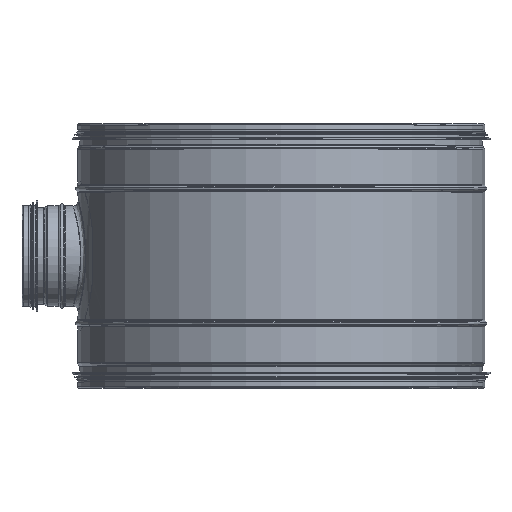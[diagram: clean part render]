
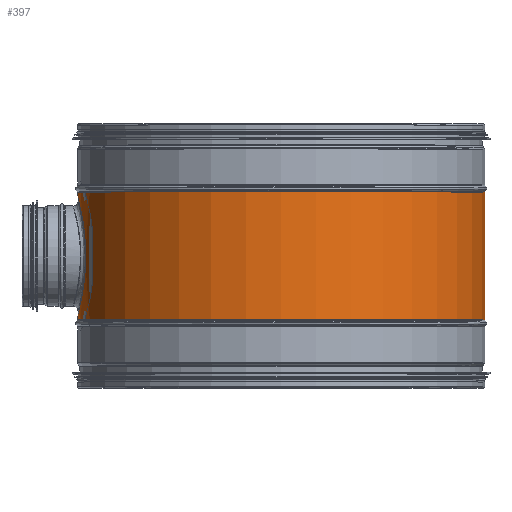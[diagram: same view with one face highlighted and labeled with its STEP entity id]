
A CAD part, top view. The second image highlights one B-rep face of the part: STEP entity #397.
In plain terms, the highlighted cylindrical face has radius 199.4 mm (diameter 398.8 mm), a full revolution.
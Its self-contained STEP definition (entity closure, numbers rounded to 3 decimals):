
#129=CARTESIAN_POINT('',(-191.4,129.,-55.914));
#130=VERTEX_POINT('',#129);
#171=CARTESIAN_POINT('',(-191.4,129.,55.914));
#172=VERTEX_POINT('',#171);
#195=CARTESIAN_POINT('',(-199.4,69.5,0.));
#196=VERTEX_POINT('',#195);
#197=CARTESIAN_POINT('',(-191.4,129.,55.914));
#198=CARTESIAN_POINT('',(-191.4,125.383,55.914));
#199=CARTESIAN_POINT('',(-191.493,121.637,55.599));
#200=CARTESIAN_POINT('',(-191.876,114.165,54.264));
#201=CARTESIAN_POINT('',(-192.165,110.438,53.245));
#202=CARTESIAN_POINT('',(-192.895,103.26,50.536));
#203=CARTESIAN_POINT('',(-193.335,99.803,48.845));
#204=CARTESIAN_POINT('',(-194.286,93.37,44.915));
#205=CARTESIAN_POINT('',(-194.795,90.394,42.676));
#206=CARTESIAN_POINT('',(-195.794,85.041,37.833));
#207=CARTESIAN_POINT('',(-196.32,82.484,35.051));
#208=CARTESIAN_POINT('',(-197.314,77.94,28.935));
#209=CARTESIAN_POINT('',(-197.781,75.954,25.6));
#210=CARTESIAN_POINT('',(-198.563,72.741,18.589));
#211=CARTESIAN_POINT('',(-198.877,71.512,14.905));
#212=CARTESIAN_POINT('',(-199.296,69.891,7.446));
#213=CARTESIAN_POINT('',(-199.4,69.5,3.671));
#214=CARTESIAN_POINT('',(-199.4,69.5,0.));
#215=B_SPLINE_CURVE_WITH_KNOTS('',3,(#197,#198,#199,#200,#201,#202,#203,#204,#205,#206,#207,#208,#209,#210,#211,#212,#213,#214),.UNSPECIFIED.,.F.,.U.,(4,2,2,2,2,2,2,2,4),(17.491,18.576,19.661,20.746,21.831,22.932,24.034,25.135,26.236),.UNSPECIFIED.);
#216=EDGE_CURVE('',#172,#196,#215,.T.);
#253=CARTESIAN_POINT('',(-199.4,69.5,0.));
#254=CARTESIAN_POINT('',(-199.4,69.5,-3.671));
#255=CARTESIAN_POINT('',(-199.296,69.891,-7.446));
#256=CARTESIAN_POINT('',(-198.877,71.512,-14.905));
#257=CARTESIAN_POINT('',(-198.563,72.741,-18.589));
#258=CARTESIAN_POINT('',(-197.781,75.954,-25.6));
#259=CARTESIAN_POINT('',(-197.314,77.94,-28.935));
#260=CARTESIAN_POINT('',(-196.32,82.484,-35.051));
#261=CARTESIAN_POINT('',(-195.794,85.041,-37.833));
#262=CARTESIAN_POINT('',(-194.795,90.394,-42.676));
#263=CARTESIAN_POINT('',(-194.286,93.37,-44.915));
#264=CARTESIAN_POINT('',(-193.335,99.803,-48.845));
#265=CARTESIAN_POINT('',(-192.895,103.26,-50.536));
#266=CARTESIAN_POINT('',(-192.165,110.438,-53.245));
#267=CARTESIAN_POINT('',(-191.876,114.165,-54.264));
#268=CARTESIAN_POINT('',(-191.493,121.637,-55.599));
#269=CARTESIAN_POINT('',(-191.4,125.383,-55.914));
#270=CARTESIAN_POINT('',(-191.4,129.0,-55.914));
#271=B_SPLINE_CURVE_WITH_KNOTS('',3,(#253,#254,#255,#256,#257,#258,#259,#260,#261,#262,#263,#264,#265,#266,#267,#268,#269,#270),.UNSPECIFIED.,.F.,.U.,(4,2,2,2,2,2,2,2,4),(26.236,27.337,28.439,29.54,30.641,31.726,32.811,33.896,34.982),.UNSPECIFIED.);
#272=EDGE_CURVE('',#196,#130,#271,.T.);
#282=CARTESIAN_POINT('',(-199.4,188.5,0.0));
#283=VERTEX_POINT('',#282);
#284=CARTESIAN_POINT('',(-199.4,188.5,0.));
#285=CARTESIAN_POINT('',(-199.4,188.5,3.671));
#286=CARTESIAN_POINT('',(-199.296,188.109,7.446));
#287=CARTESIAN_POINT('',(-198.877,186.488,14.905));
#288=CARTESIAN_POINT('',(-198.563,185.259,18.589));
#289=CARTESIAN_POINT('',(-197.781,182.046,25.6));
#290=CARTESIAN_POINT('',(-197.314,180.06,28.935));
#291=CARTESIAN_POINT('',(-196.32,175.516,35.051));
#292=CARTESIAN_POINT('',(-195.794,172.959,37.833));
#293=CARTESIAN_POINT('',(-194.795,167.606,42.676));
#294=CARTESIAN_POINT('',(-194.286,164.63,44.915));
#295=CARTESIAN_POINT('',(-193.335,158.197,48.845));
#296=CARTESIAN_POINT('',(-192.895,154.74,50.536));
#297=CARTESIAN_POINT('',(-192.165,147.562,53.245));
#298=CARTESIAN_POINT('',(-191.876,143.835,54.264));
#299=CARTESIAN_POINT('',(-191.493,136.363,55.599));
#300=CARTESIAN_POINT('',(-191.4,132.617,55.914));
#301=CARTESIAN_POINT('',(-191.4,129.,55.914));
#302=B_SPLINE_CURVE_WITH_KNOTS('',3,(#284,#285,#286,#287,#288,#289,#290,#291,#292,#293,#294,#295,#296,#297,#298,#299,#300,#301),.UNSPECIFIED.,.F.,.U.,(4,2,2,2,2,2,2,2,4),(8.745,9.847,10.948,12.049,13.151,14.236,15.321,16.406,17.491),.UNSPECIFIED.);
#303=EDGE_CURVE('',#283,#172,#302,.T.);
#305=CARTESIAN_POINT('',(-191.4,129.,-55.914));
#306=CARTESIAN_POINT('',(-191.4,132.617,-55.914));
#307=CARTESIAN_POINT('',(-191.493,136.363,-55.599));
#308=CARTESIAN_POINT('',(-191.876,143.835,-54.264));
#309=CARTESIAN_POINT('',(-192.165,147.562,-53.245));
#310=CARTESIAN_POINT('',(-192.895,154.74,-50.536));
#311=CARTESIAN_POINT('',(-193.335,158.197,-48.845));
#312=CARTESIAN_POINT('',(-194.286,164.63,-44.915));
#313=CARTESIAN_POINT('',(-194.795,167.606,-42.676));
#314=CARTESIAN_POINT('',(-195.794,172.959,-37.833));
#315=CARTESIAN_POINT('',(-196.32,175.516,-35.051));
#316=CARTESIAN_POINT('',(-197.314,180.06,-28.935));
#317=CARTESIAN_POINT('',(-197.781,182.046,-25.6));
#318=CARTESIAN_POINT('',(-198.563,185.259,-18.589));
#319=CARTESIAN_POINT('',(-198.877,186.488,-14.905));
#320=CARTESIAN_POINT('',(-199.296,188.109,-7.446));
#321=CARTESIAN_POINT('',(-199.4,188.5,-3.671));
#322=CARTESIAN_POINT('',(-199.4,188.5,0.));
#323=B_SPLINE_CURVE_WITH_KNOTS('',3,(#305,#306,#307,#308,#309,#310,#311,#312,#313,#314,#315,#316,#317,#318,#319,#320,#321,#322),.UNSPECIFIED.,.F.,.U.,(4,2,2,2,2,2,2,2,4),(0.0,1.085,2.17,3.255,4.34,5.441,6.543,7.644,8.745),.UNSPECIFIED.);
#324=EDGE_CURVE('',#130,#283,#323,.T.);
#364=CARTESIAN_POINT('',(0.0,97.75,0.0));
#365=DIRECTION('',(0.0,-1.0,0.0));
#366=DIRECTION('',(1.0,0.0,0.0));
#367=AXIS2_PLACEMENT_3D('',#364,#365,#366);
#368=CYLINDRICAL_SURFACE('',#367,199.4);
#369=CARTESIAN_POINT('',(199.4,191.5,0.0));
#370=VERTEX_POINT('',#369);
#371=CARTESIAN_POINT('',(0.0,191.5,0.0));
#372=DIRECTION('',(0.0,-1.0,0.0));
#373=DIRECTION('',(1.0,0.0,0.0));
#374=AXIS2_PLACEMENT_3D('',#371,#372,#373);
#375=CIRCLE('',#374,199.4);
#376=EDGE_CURVE('',#370,#370,#375,.T.);
#377=ORIENTED_EDGE('',*,*,#376,.T.);
#378=EDGE_LOOP('',(#377));
#379=FACE_OUTER_BOUND('',#378,.T.);
#380=ORIENTED_EDGE('',*,*,#272,.T.);
#381=ORIENTED_EDGE('',*,*,#324,.T.);
#382=ORIENTED_EDGE('',*,*,#303,.T.);
#383=ORIENTED_EDGE('',*,*,#216,.T.);
#384=EDGE_LOOP('',(#380,#381,#382,#383));
#385=FACE_BOUND('',#384,.T.);
#386=CARTESIAN_POINT('',(199.4,66.5,0.0));
#387=VERTEX_POINT('',#386);
#388=CARTESIAN_POINT('',(0.0,66.5,0.0));
#389=DIRECTION('',(0.0,-1.0,0.0));
#390=DIRECTION('',(1.0,0.0,0.0));
#391=AXIS2_PLACEMENT_3D('',#388,#389,#390);
#392=CIRCLE('',#391,199.4);
#393=EDGE_CURVE('',#387,#387,#392,.T.);
#394=ORIENTED_EDGE('',*,*,#393,.F.);
#395=EDGE_LOOP('',(#394));
#396=FACE_BOUND('',#395,.T.);
#397=ADVANCED_FACE('',(#379,#385,#396),#368,.T.);
